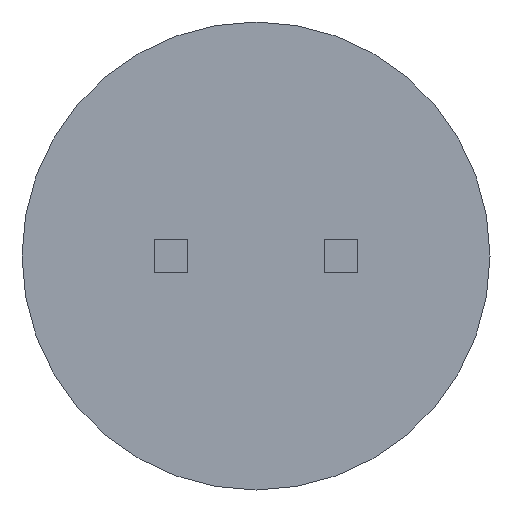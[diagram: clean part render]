
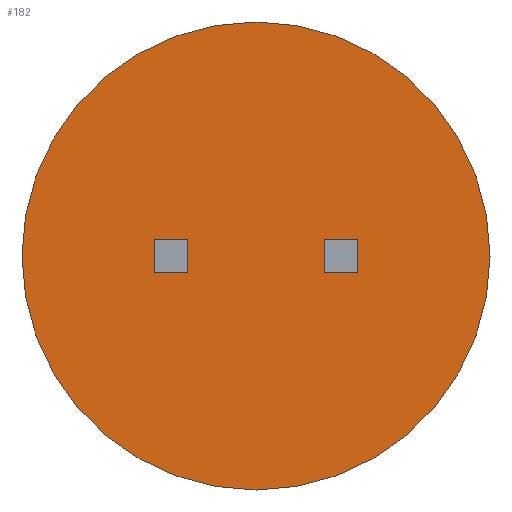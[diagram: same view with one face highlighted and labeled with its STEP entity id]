
A CAD part, front view. The second image highlights one B-rep face of the part: STEP entity #182.
In plain terms, the highlighted face is planar.
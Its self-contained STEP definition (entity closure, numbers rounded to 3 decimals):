
#16 = EDGE_CURVE ( 'NONE', #270, #402, #622, .T. ) ;
#28 = VECTOR ( 'NONE', #76, 1000. ) ;
#29 = LINE ( 'NONE', #281, #392 ) ;
#41 = CIRCLE ( 'NONE', #403, 3.5 ) ;
#50 = ORIENTED_EDGE ( 'NONE', *, *, #454, .F. ) ;
#55 = DIRECTION ( 'NONE',  ( 0., 0., 1. ) ) ;
#67 = DIRECTION ( 'NONE',  ( 1., 0., 0. ) ) ;
#68 = EDGE_CURVE ( 'NONE', #331, #181, #632, .T. ) ;
#76 = DIRECTION ( 'NONE',  ( 1., 0., 0. ) ) ;
#78 = CARTESIAN_POINT ( 'NONE',  ( -1.52, -0.25, 0. ) ) ;
#82 = ORIENTED_EDGE ( 'NONE', *, *, #479, .F. ) ;
#96 = CIRCLE ( 'NONE', #698, 3.5 ) ;
#109 = VECTOR ( 'NONE', #778, 1000. ) ;
#112 = CARTESIAN_POINT ( 'NONE',  ( 1.02, -0.25, 0. ) ) ;
#117 = FACE_BOUND ( 'NONE', #619, .T. ) ;
#119 = VECTOR ( 'NONE', #502, 1000. ) ;
#122 = EDGE_CURVE ( 'NONE', #219, #321, #41, .T. ) ;
#125 = CARTESIAN_POINT ( 'NONE',  ( 1.02, 0.25, 0. ) ) ;
#126 = CARTESIAN_POINT ( 'NONE',  ( 0., 0., 0. ) ) ;
#129 = LINE ( 'NONE', #801, #585 ) ;
#140 = CARTESIAN_POINT ( 'NONE',  ( 1.52, -0.25, 0. ) ) ;
#152 = AXIS2_PLACEMENT_3D ( 'NONE', #126, #55, #398 ) ;
#159 = DIRECTION ( 'NONE',  ( 0., 0., 1. ) ) ;
#180 = CARTESIAN_POINT ( 'NONE',  ( -1.52, -0.25, 0. ) ) ;
#181 = VERTEX_POINT ( 'NONE', #180 ) ;
#182 = ADVANCED_FACE ( 'NONE', ( #579, #543, #117 ), #714, .F. ) ;
#183 = LINE ( 'NONE', #702, #569 ) ;
#192 = LINE ( 'NONE', #125, #28 ) ;
#200 = EDGE_LOOP ( 'NONE', ( #82, #500, #50, #449 ) ) ;
#219 = VERTEX_POINT ( 'NONE', #460 ) ;
#234 = CARTESIAN_POINT ( 'NONE',  ( 0., 0., 0. ) ) ;
#245 = VERTEX_POINT ( 'NONE', #300 ) ;
#251 = CARTESIAN_POINT ( 'NONE',  ( 0., 0., 0. ) ) ;
#259 = ORIENTED_EDGE ( 'NONE', *, *, #505, .F. ) ;
#270 = VERTEX_POINT ( 'NONE', #699 ) ;
#278 = VERTEX_POINT ( 'NONE', #687 ) ;
#281 = CARTESIAN_POINT ( 'NONE',  ( -1.02, -0.25, 0. ) ) ;
#285 = CARTESIAN_POINT ( 'NONE',  ( 3.5, 0., 0. ) ) ;
#300 = CARTESIAN_POINT ( 'NONE',  ( 1.02, 0.25, 0. ) ) ;
#321 = VERTEX_POINT ( 'NONE', #285 ) ;
#331 = VERTEX_POINT ( 'NONE', #350 ) ;
#346 = DIRECTION ( 'NONE',  ( 0., 1., 0. ) ) ;
#350 = CARTESIAN_POINT ( 'NONE',  ( -1.02, -0.25, 0. ) ) ;
#381 = EDGE_CURVE ( 'NONE', #181, #701, #631, .T. ) ;
#392 = VECTOR ( 'NONE', #560, 1000. ) ;
#398 = DIRECTION ( 'NONE',  ( 1., 0., 0. ) ) ;
#402 = VERTEX_POINT ( 'NONE', #112 ) ;
#403 = AXIS2_PLACEMENT_3D ( 'NONE', #234, #159, #499 ) ;
#407 = DIRECTION ( 'NONE',  ( 0., 0., 1. ) ) ;
#421 = CARTESIAN_POINT ( 'NONE',  ( 1.52, 0.25, 0. ) ) ;
#425 = CARTESIAN_POINT ( 'NONE',  ( -1.52, -0.25, 0. ) ) ;
#449 = ORIENTED_EDGE ( 'NONE', *, *, #16, .F. ) ;
#454 = EDGE_CURVE ( 'NONE', #402, #245, #129, .T. ) ;
#460 = CARTESIAN_POINT ( 'NONE',  ( -3.5, 0., 0. ) ) ;
#473 = CARTESIAN_POINT ( 'NONE',  ( -1.52, 0.25, 0. ) ) ;
#479 = EDGE_CURVE ( 'NONE', #596, #270, #732, .T. ) ;
#499 = DIRECTION ( 'NONE',  ( 1., 0., 0. ) ) ;
#500 = ORIENTED_EDGE ( 'NONE', *, *, #584, .F. ) ;
#502 = DIRECTION ( 'NONE',  ( -1., 0., 0. ) ) ;
#505 = EDGE_CURVE ( 'NONE', #321, #219, #96, .T. ) ;
#509 = DIRECTION ( 'NONE',  ( 1., 0., 0. ) ) ;
#541 = VECTOR ( 'NONE', #659, 1000. ) ;
#543 = FACE_OUTER_BOUND ( 'NONE', #589, .T. ) ;
#560 = DIRECTION ( 'NONE',  ( 0., -1., 0. ) ) ;
#569 = VECTOR ( 'NONE', #509, 1000. ) ;
#579 = FACE_BOUND ( 'NONE', #200, .T. ) ;
#584 = EDGE_CURVE ( 'NONE', #245, #596, #192, .T. ) ;
#585 = VECTOR ( 'NONE', #726, 1000. ) ;
#589 = EDGE_LOOP ( 'NONE', ( #724, #259 ) ) ;
#596 = VERTEX_POINT ( 'NONE', #421 ) ;
#600 = ORIENTED_EDGE ( 'NONE', *, *, #739, .F. ) ;
#619 = EDGE_LOOP ( 'NONE', ( #705, #600, #740, #830 ) ) ;
#622 = LINE ( 'NONE', #787, #109 ) ;
#631 = LINE ( 'NONE', #78, #682 ) ;
#632 = LINE ( 'NONE', #425, #119 ) ;
#652 = EDGE_CURVE ( 'NONE', #278, #331, #29, .T. ) ;
#659 = DIRECTION ( 'NONE',  ( 0., -1., 0. ) ) ;
#682 = VECTOR ( 'NONE', #346, 1000. ) ;
#687 = CARTESIAN_POINT ( 'NONE',  ( -1.02, 0.25, 0. ) ) ;
#698 = AXIS2_PLACEMENT_3D ( 'NONE', #251, #407, #67 ) ;
#699 = CARTESIAN_POINT ( 'NONE',  ( 1.52, -0.25, 0. ) ) ;
#701 = VERTEX_POINT ( 'NONE', #473 ) ;
#702 = CARTESIAN_POINT ( 'NONE',  ( -1.52, 0.25, 0. ) ) ;
#705 = ORIENTED_EDGE ( 'NONE', *, *, #652, .F. ) ;
#714 = PLANE ( 'NONE',  #152 ) ;
#724 = ORIENTED_EDGE ( 'NONE', *, *, #122, .F. ) ;
#726 = DIRECTION ( 'NONE',  ( 0., 1., 0. ) ) ;
#732 = LINE ( 'NONE', #140, #541 ) ;
#739 = EDGE_CURVE ( 'NONE', #701, #278, #183, .T. ) ;
#740 = ORIENTED_EDGE ( 'NONE', *, *, #381, .F. ) ;
#778 = DIRECTION ( 'NONE',  ( -1., 0., 0. ) ) ;
#787 = CARTESIAN_POINT ( 'NONE',  ( 1.02, -0.25, 0. ) ) ;
#801 = CARTESIAN_POINT ( 'NONE',  ( 1.02, -0.25, 0. ) ) ;
#830 = ORIENTED_EDGE ( 'NONE', *, *, #68, .F. ) ;
